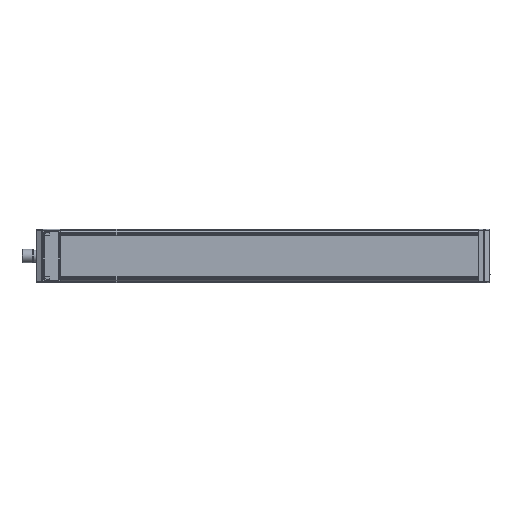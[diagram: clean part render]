
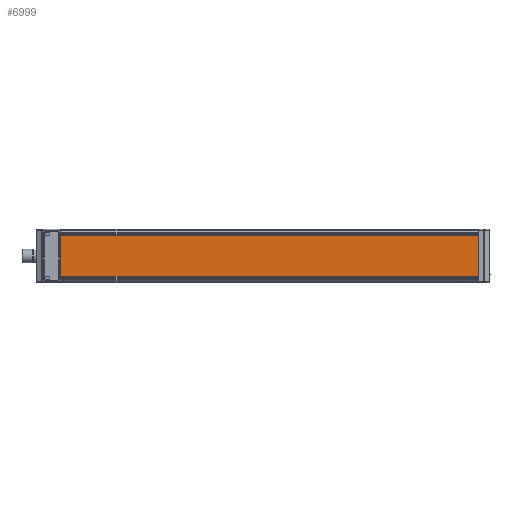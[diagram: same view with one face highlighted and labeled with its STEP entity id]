
A CAD part, top view. The second image highlights one B-rep face of the part: STEP entity #6999.
In plain terms, the highlighted planar face has unit normal (0, 0, 1).
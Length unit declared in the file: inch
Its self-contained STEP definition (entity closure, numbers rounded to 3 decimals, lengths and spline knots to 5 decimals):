
#933 = AXIS2_PLACEMENT_3D ( 'NONE', #5597, #9483, #14697 ) ;
#1072 = LINE ( 'NONE', #7384, #8475 ) ;
#1475 = EDGE_CURVE ( 'NONE', #9912, #10689, #1072, .T. ) ;
#1538 = LINE ( 'NONE', #11720, #5121 ) ;
#1970 = CARTESIAN_POINT ( 'NONE',  ( -0.18332, 1.64838, -0.20472 ) ) ;
#1993 = DIRECTION ( 'NONE',  ( 0., 1., 0. ) ) ;
#2169 = ORIENTED_EDGE ( 'NONE', *, *, #13525, .T. ) ;
#2230 = DIRECTION ( 'NONE',  ( 1., 0., 0. ) ) ;
#4393 = LINE ( 'NONE', #13501, #14589 ) ;
#5121 = VECTOR ( 'NONE', #8000, 39.37008 ) ;
#5597 = CARTESIAN_POINT ( 'NONE',  ( -0.18332, 0.91399, -0.20472 ) ) ;
#5794 = ORIENTED_EDGE ( 'NONE', *, *, #13250, .T. ) ;
#5960 = CARTESIAN_POINT ( 'NONE',  ( -0.18332, 0.1796, -0.20472 ) ) ;
#6999 = ADVANCED_FACE ( 'NONE', ( #13201 ), #8408, .T. ) ;
#7384 = CARTESIAN_POINT ( 'NONE',  ( -0.18332, 1.64838, -0.20472 ) ) ;
#8000 = DIRECTION ( 'NONE',  ( 0., -1., 0. ) ) ;
#8408 = PLANE ( 'NONE',  #933 ) ;
#8456 = EDGE_LOOP ( 'NONE', ( #2169, #5794, #12973, #10139 ) ) ;
#8475 = VECTOR ( 'NONE', #13669, 39.37008 ) ;
#8940 = VERTEX_POINT ( 'NONE', #14288 ) ;
#9483 = DIRECTION ( 'NONE',  ( 0., 0., 1. ) ) ;
#9593 = LINE ( 'NONE', #5960, #16229 ) ;
#9912 = VERTEX_POINT ( 'NONE', #1970 ) ;
#9984 = CARTESIAN_POINT ( 'NONE',  ( -0.18332, 0.1796, -0.20472 ) ) ;
#10139 = ORIENTED_EDGE ( 'NONE', *, *, #1475, .T. ) ;
#10689 = VERTEX_POINT ( 'NONE', #13460 ) ;
#11720 = CARTESIAN_POINT ( 'NONE',  ( -14.9471, 0.91399, -0.20472 ) ) ;
#12973 = ORIENTED_EDGE ( 'NONE', *, *, #14270, .T. ) ;
#13201 = FACE_OUTER_BOUND ( 'NONE', #8456, .T. ) ;
#13250 = EDGE_CURVE ( 'NONE', #8940, #13674, #9593, .T. ) ;
#13460 = CARTESIAN_POINT ( 'NONE',  ( -14.9471, 1.64838, -0.20472 ) ) ;
#13501 = CARTESIAN_POINT ( 'NONE',  ( -0.18332, 0.91399, -0.20472 ) ) ;
#13525 = EDGE_CURVE ( 'NONE', #10689, #8940, #1538, .T. ) ;
#13669 = DIRECTION ( 'NONE',  ( -1., 0., 0. ) ) ;
#13674 = VERTEX_POINT ( 'NONE', #9984 ) ;
#14270 = EDGE_CURVE ( 'NONE', #13674, #9912, #4393, .T. ) ;
#14288 = CARTESIAN_POINT ( 'NONE',  ( -14.9471, 0.1796, -0.20472 ) ) ;
#14589 = VECTOR ( 'NONE', #1993, 39.37008 ) ;
#14697 = DIRECTION ( 'NONE',  ( 0., -1., 0. ) ) ;
#16229 = VECTOR ( 'NONE', #2230, 39.37008 ) ;
